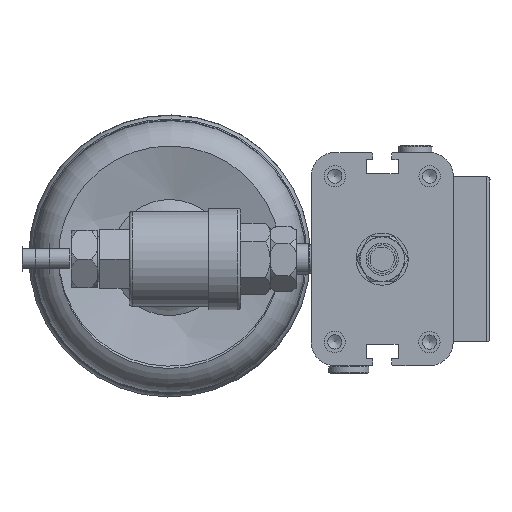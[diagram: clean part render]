
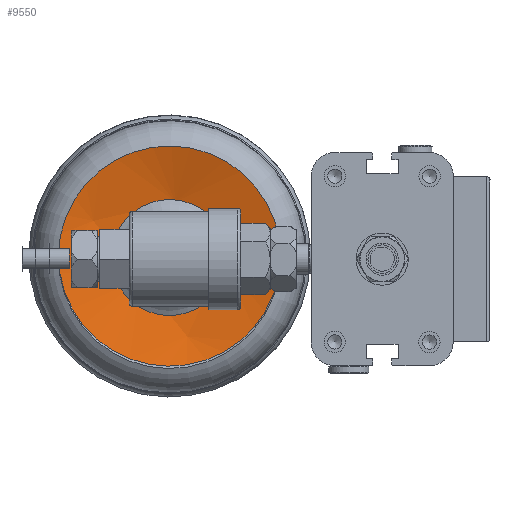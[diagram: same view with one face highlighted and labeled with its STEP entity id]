
A CAD part, left-side view. The second image highlights one B-rep face of the part: STEP entity #9550.
In plain terms, the highlighted spherical face has radius 137.607 mm.
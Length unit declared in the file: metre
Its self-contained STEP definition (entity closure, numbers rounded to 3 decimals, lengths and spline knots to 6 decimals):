
#26=SPHERICAL_SURFACE('',#10381,0.137607);
#1719=CIRCLE('',#10378,0.046972);
#1720=CIRCLE('',#10379,0.046972);
#2635=FACE_OUTER_BOUND('',#3299,.T.);
#3299=EDGE_LOOP('',(#6941,#6942));
#4198=VERTEX_POINT('',#16130);
#4199=VERTEX_POINT('',#16131);
#5236=EDGE_CURVE('',#4198,#4199,#1719,.T.);
#5237=EDGE_CURVE('',#4199,#4198,#1720,.T.);
#6941=ORIENTED_EDGE('',*,*,#5236,.T.);
#6942=ORIENTED_EDGE('',*,*,#5237,.T.);
#9550=ADVANCED_FACE('',(#2635),#26,.T.);
#10378=AXIS2_PLACEMENT_3D('',#16132,#12193,#12194);
#10379=AXIS2_PLACEMENT_3D('',#16133,#12195,#12196);
#10381=AXIS2_PLACEMENT_3D('',#16135,#12199,#12200);
#12193=DIRECTION('center_axis',(1.,0.,
0.014));
#12194=DIRECTION('ref_axis',(-0.011,0.631,0.776));
#12195=DIRECTION('center_axis',(1.,0.,
0.014));
#12196=DIRECTION('ref_axis',(-0.011,0.631,0.776));
#12199=DIRECTION('center_axis',(-0.009,-0.776,
0.631));
#12200=DIRECTION('ref_axis',(1.,0.,0.014));
#16130=CARTESIAN_POINT('',(0.071968,0.120206,-0.011015));
#16131=CARTESIAN_POINT('',(0.072062,0.054128,-0.017837));
#16132=CARTESIAN_POINT('Origin',(0.072473,0.090578,-0.047461));
#16133=CARTESIAN_POINT('Origin',(0.072473,0.090578,-0.047461));
#16135=CARTESIAN_POINT('Origin',(-0.056856,0.090579,
-0.049254));
